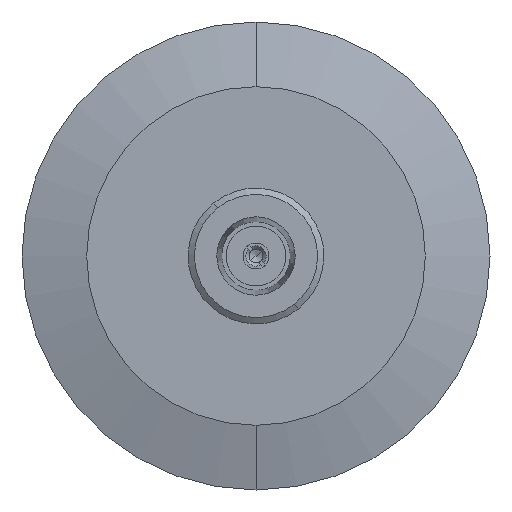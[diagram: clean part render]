
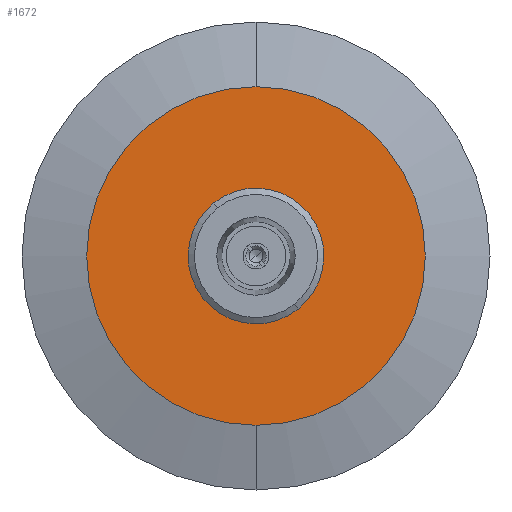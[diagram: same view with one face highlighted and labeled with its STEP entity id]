
A CAD part, front view. The second image highlights one B-rep face of the part: STEP entity #1672.
In plain terms, the highlighted planar face has unit normal (0, -1, 0).
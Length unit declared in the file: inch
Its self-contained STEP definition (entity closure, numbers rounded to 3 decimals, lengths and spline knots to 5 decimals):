
#16 = CARTESIAN_POINT ( 'NONE',  ( 0., -0.2, 0. ) ) ;
#43 = EDGE_CURVE ( 'NONE', #1813, #2044, #991, .T. ) ;
#75 = CARTESIAN_POINT ( 'NONE',  ( 0., -0.2, 0. ) ) ;
#264 = ORIENTED_EDGE ( 'NONE', *, *, #43, .F. ) ;
#503 = AXIS2_PLACEMENT_3D ( 'NONE', #883, #2029, #2474 ) ;
#514 = ORIENTED_EDGE ( 'NONE', *, *, #3053, .F. ) ;
#883 = CARTESIAN_POINT ( 'NONE',  ( 0., -0.2, 0. ) ) ;
#991 = CIRCLE ( 'NONE', #2325, 0.2485 ) ;
#1055 = CARTESIAN_POINT ( 'NONE',  ( 0., -0.2, 0.78144 ) ) ;
#1082 = CIRCLE ( 'NONE', #503, 0.78144 ) ;
#1277 = AXIS2_PLACEMENT_3D ( 'NONE', #16, #1293, #3215 ) ;
#1293 = DIRECTION ( 'NONE',  ( 0., -1., 0. ) ) ;
#1310 = EDGE_CURVE ( 'NONE', #5172, #4467, #1082, .T. ) ;
#1412 = FACE_OUTER_BOUND ( 'NONE', #2678, .T. ) ;
#1506 = EDGE_LOOP ( 'NONE', ( #264, #514 ) ) ;
#1672 = ADVANCED_FACE ( 'NONE', ( #5009, #1412 ), #3011, .F. ) ;
#1813 = VERTEX_POINT ( 'NONE', #3712 ) ;
#2029 = DIRECTION ( 'NONE',  ( 0., -1., 0. ) ) ;
#2032 = CIRCLE ( 'NONE', #1277, 0.78144 ) ;
#2044 = VERTEX_POINT ( 'NONE', #2370 ) ;
#2103 = CARTESIAN_POINT ( 'NONE',  ( -0.78144, -0.2, 0. ) ) ;
#2325 = AXIS2_PLACEMENT_3D ( 'NONE', #75, #4411, #3224 ) ;
#2370 = CARTESIAN_POINT ( 'NONE',  ( -0.15485, -0.2, 0.19436 ) ) ;
#2474 = DIRECTION ( 'NONE',  ( 0., 0., -1. ) ) ;
#2678 = EDGE_LOOP ( 'NONE', ( #3246, #4802 ) ) ;
#2919 = DIRECTION ( 'NONE',  ( 0., 0., 1. ) ) ;
#3011 = PLANE ( 'NONE',  #3332 ) ;
#3053 = EDGE_CURVE ( 'NONE', #2044, #1813, #5044, .T. ) ;
#3094 = DIRECTION ( 'NONE',  ( 0., 0., 1. ) ) ;
#3215 = DIRECTION ( 'NONE',  ( 0., 0., -1. ) ) ;
#3224 = DIRECTION ( 'NONE',  ( 0., 0., 1. ) ) ;
#3243 = CARTESIAN_POINT ( 'NONE',  ( 0., -0.2, -0.78144 ) ) ;
#3246 = ORIENTED_EDGE ( 'NONE', *, *, #1310, .T. ) ;
#3332 = AXIS2_PLACEMENT_3D ( 'NONE', #2103, #4503, #2919 ) ;
#3359 = AXIS2_PLACEMENT_3D ( 'NONE', #4748, #4456, #3094 ) ;
#3712 = CARTESIAN_POINT ( 'NONE',  ( 0.15485, -0.2, -0.19436 ) ) ;
#3861 = EDGE_CURVE ( 'NONE', #4467, #5172, #2032, .T. ) ;
#4411 = DIRECTION ( 'NONE',  ( 0., -1., 0. ) ) ;
#4456 = DIRECTION ( 'NONE',  ( 0., -1., 0. ) ) ;
#4467 = VERTEX_POINT ( 'NONE', #3243 ) ;
#4503 = DIRECTION ( 'NONE',  ( 0., 1., 0. ) ) ;
#4748 = CARTESIAN_POINT ( 'NONE',  ( 0., -0.2, 0. ) ) ;
#4802 = ORIENTED_EDGE ( 'NONE', *, *, #3861, .T. ) ;
#5009 = FACE_BOUND ( 'NONE', #1506, .T. ) ;
#5044 = CIRCLE ( 'NONE', #3359, 0.2485 ) ;
#5172 = VERTEX_POINT ( 'NONE', #1055 ) ;
